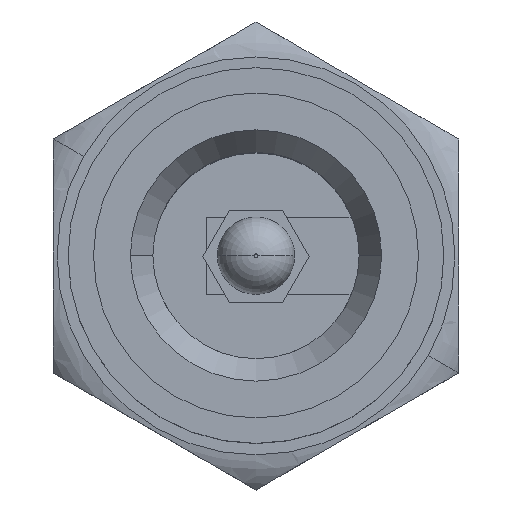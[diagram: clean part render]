
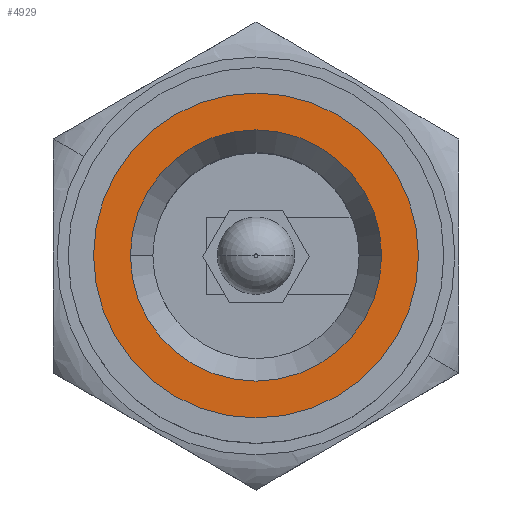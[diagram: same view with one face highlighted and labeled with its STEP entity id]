
A CAD part, top view. The second image highlights one B-rep face of the part: STEP entity #4929.
In plain terms, the highlighted planar face has unit normal (0, 0, 1).
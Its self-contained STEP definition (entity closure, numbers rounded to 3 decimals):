
#184 = AXIS2_PLACEMENT_3D ( 'NONE', #11936, #5106, #7139 ) ;
#479 = CARTESIAN_POINT ( 'NONE',  ( 3.41, 0., 0.8 ) ) ;
#558 = DIRECTION ( 'NONE',  ( 0., 0., -1. ) ) ;
#940 = VERTEX_POINT ( 'NONE', #6781 ) ;
#2095 = DIRECTION ( 'NONE',  ( -1., 0., 0. ) ) ;
#2516 = ORIENTED_EDGE ( 'NONE', *, *, #2595, .T. ) ;
#2595 = EDGE_CURVE ( 'NONE', #9710, #940, #6073, .T. ) ;
#2723 = ORIENTED_EDGE ( 'NONE', *, *, #7838, .F. ) ;
#2790 = DIRECTION ( 'NONE',  ( 0., 0., -1. ) ) ;
#2923 = AXIS2_PLACEMENT_3D ( 'NONE', #12197, #558, #4538 ) ;
#3173 = FACE_BOUND ( 'NONE', #6335, .T. ) ;
#3270 = CARTESIAN_POINT ( 'NONE',  ( 4.41, 0., 0.8 ) ) ;
#3916 = AXIS2_PLACEMENT_3D ( 'NONE', #11409, #2790, #7607 ) ;
#4302 = EDGE_CURVE ( 'NONE', #940, #9710, #11990, .T. ) ;
#4538 = DIRECTION ( 'NONE',  ( -1., 0., 0. ) ) ;
#4629 = ORIENTED_EDGE ( 'NONE', *, *, #4302, .T. ) ;
#4929 = ADVANCED_FACE ( 'NONE', ( #12422, #3173 ), #8845, .F. ) ;
#4959 = AXIS2_PLACEMENT_3D ( 'NONE', #5850, #10709, #2095 ) ;
#5106 = DIRECTION ( 'NONE',  ( 0., 0., -1. ) ) ;
#5608 = CARTESIAN_POINT ( 'NONE',  ( -4.41, 0., 0.8 ) ) ;
#5850 = CARTESIAN_POINT ( 'NONE',  ( 0., 0., 0.8 ) ) ;
#6025 = CARTESIAN_POINT ( 'NONE',  ( 0., 0., 0.8 ) ) ;
#6073 = CIRCLE ( 'NONE', #2923, 3.41 ) ;
#6335 = EDGE_LOOP ( 'NONE', ( #2516, #4629 ) ) ;
#6665 = EDGE_LOOP ( 'NONE', ( #8587, #2723 ) ) ;
#6781 = CARTESIAN_POINT ( 'NONE',  ( -3.41, 0., 0.8 ) ) ;
#7139 = DIRECTION ( 'NONE',  ( -1., 0., 0. ) ) ;
#7607 = DIRECTION ( 'NONE',  ( -1., 0., 0. ) ) ;
#7838 = EDGE_CURVE ( 'NONE', #9924, #9290, #10791, .T. ) ;
#8137 = AXIS2_PLACEMENT_3D ( 'NONE', #6025, #9911, #8974 ) ;
#8587 = ORIENTED_EDGE ( 'NONE', *, *, #9531, .F. ) ;
#8845 = PLANE ( 'NONE',  #184 ) ;
#8974 = DIRECTION ( 'NONE',  ( -1., 0., 0. ) ) ;
#9290 = VERTEX_POINT ( 'NONE', #5608 ) ;
#9531 = EDGE_CURVE ( 'NONE', #9290, #9924, #11881, .T. ) ;
#9710 = VERTEX_POINT ( 'NONE', #479 ) ;
#9911 = DIRECTION ( 'NONE',  ( 0., 0., -1. ) ) ;
#9924 = VERTEX_POINT ( 'NONE', #3270 ) ;
#10709 = DIRECTION ( 'NONE',  ( 0., 0., -1. ) ) ;
#10791 = CIRCLE ( 'NONE', #4959, 4.41 ) ;
#11409 = CARTESIAN_POINT ( 'NONE',  ( 0., 0., 0.8 ) ) ;
#11881 = CIRCLE ( 'NONE', #8137, 4.41 ) ;
#11936 = CARTESIAN_POINT ( 'NONE',  ( 3.41, 0., 0.8 ) ) ;
#11990 = CIRCLE ( 'NONE', #3916, 3.41 ) ;
#12197 = CARTESIAN_POINT ( 'NONE',  ( 0., 0., 0.8 ) ) ;
#12422 = FACE_OUTER_BOUND ( 'NONE', #6665, .T. ) ;
